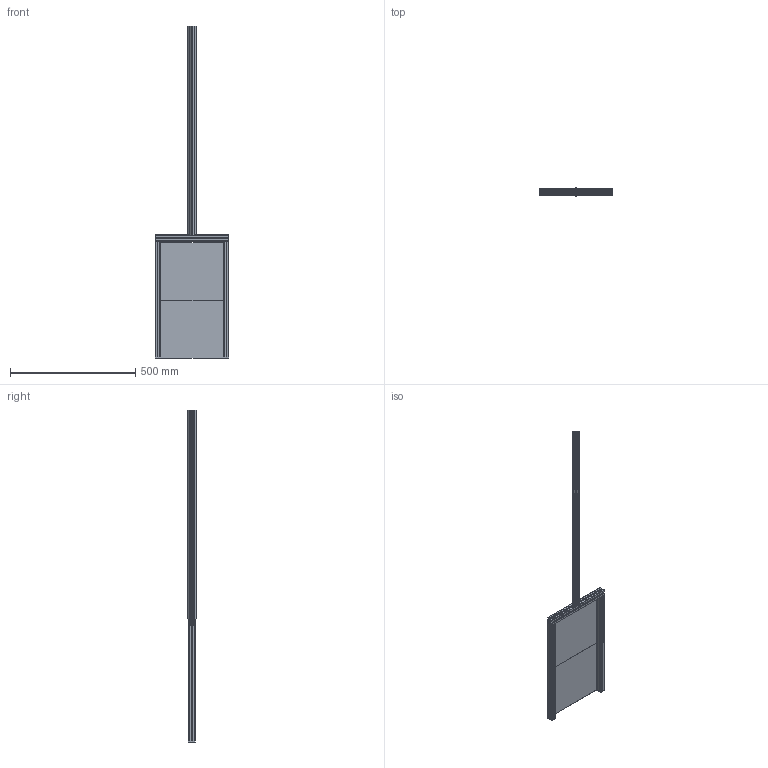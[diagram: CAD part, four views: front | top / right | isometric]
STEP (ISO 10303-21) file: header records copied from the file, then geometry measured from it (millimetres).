
FILE_DESCRIPTION(('Open CASCADE Model'),'2;1');
FILE_NAME('Open CASCADE Shape Model','2020-04-28T23:40:40',('Author'),( 'Open CASCADE'),'Open CASCADE STEP processor 6.9','Open CASCADE 6.9' ,'Unknown');
FILE_SCHEMA(('AUTOMOTIVE_DESIGN { 1 0 10303 214 1 1 1 1 }'));
Length unit declared in the file: millimetre
Products named in the file (7): Open CASCADE STEP translator 6.9 1; Open CASCADE STEP translator 6.9 1.1; Open CASCADE STEP translator 6.9 1.2; Open CASCADE STEP translator 6.9 1.3; Open CASCADE STEP translator 6.9 1.4; Open CASCADE STEP translator 6.9 1.5; Open CASCADE STEP translator 6.9 1.6
Assembly tree (6 placements, depth 2):
  Open CASCADE STEP translator 6.9 1
    Open CASCADE STEP translator 6.9 1.1
    Open CASCADE STEP translator 6.9 1.2
    Open CASCADE STEP translator 6.9 1.3
    Open CASCADE STEP translator 6.9 1.4
    Open CASCADE STEP translator 6.9 1.5
    Open CASCADE STEP translator 6.9 1.6
Bounding box: 295 x 33.91 x 1327.05 mm (x, y, z)
Volume: 751802 mm3; surface area: 727146.1 mm2
Topology: 6 solids, 6 shells, 240 faces, 752 edges, 521 vertices
Faces by surface type: plane 184, cylinder 56
Full cylindrical faces by diameter (mm): 3.3 x3, 4.039 x12, 5.029 x8, 5.8 x8, 6.3 x4
Entity records: 36503 total; most frequent: CARTESIAN_POINT 21668, DIRECTION 2640, LINE 1823, VECTOR 1823, ORIENTED_EDGE 1504, PCURVE 1504, DEFINITIONAL_REPRESENTATION 1504, EDGE_CURVE 752
